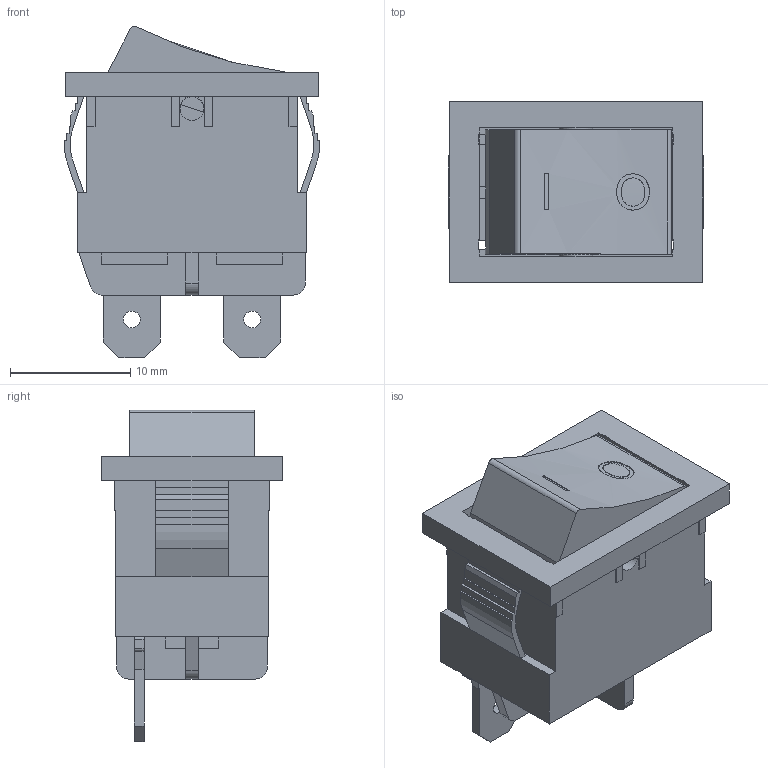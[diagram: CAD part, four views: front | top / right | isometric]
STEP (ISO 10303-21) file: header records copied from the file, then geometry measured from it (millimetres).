
FILE_DESCRIPTION( ( 'Unknown' ), '1' );
FILE_NAME( '471001264143.stp', 'Unknown', ( 'Unknown' ), ( 'Unknown' ), 'PSStep 19.0.9', 'Unknown', ' ' );
FILE_SCHEMA( ( 'AUTOMOTIVE_DESIGN { 1 0 10303 214 1 1 1 1 }' ) );
Length unit declared in the file: millimetre
Products named in the file (4): Assem1; cover; accuator; contact pins
Assembly tree (4 placements, depth 2):
  Assem1
    cover
    accuator
    contact pins  x2
Bounding box: 21.18 x 15 x 27.51 mm (x, y, z)
Volume: 2271.2 mm3; surface area: 4787.4 mm2
Topology: 4 solids, 4 shells, 395 faces, 1117 edges, 738 vertices
Faces by surface type: plane 342, cylinder 35, extrusion 18
Full cylindrical faces by diameter (mm): 1.4 x2, 2 x2, 2.8 x2
Entity records: 15643 total; most frequent: CARTESIAN_POINT 3274, ORIENTED_EDGE 2060, DIRECTION 1698, EDGE_CURVE 1030, VECTOR 852, LINE 834, VERTEX_POINT 684, AXIS2_PLACEMENT_3D 423
